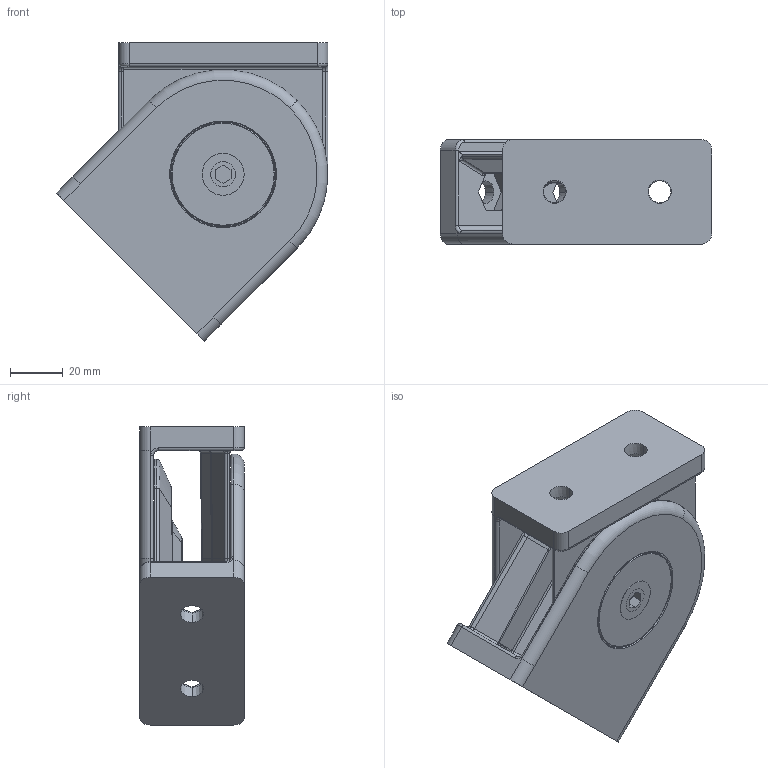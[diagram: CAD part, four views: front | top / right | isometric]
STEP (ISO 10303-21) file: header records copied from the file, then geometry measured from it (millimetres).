
FILE_DESCRIPTION((''),'2;1');
FILE_NAME('11089_ZGLOB_40X80_U10_ASM','2022-09-16T13:34:22',('PredragRovcanin'),('Audax d.o.o.'),'CREO PARAMETRIC BY PTC INC, 2020281','CREO PARAMETRIC BY PTC INC, 2020281','');
FILE_SCHEMA(('AUTOMOTIVE_DESIGN { 1 0 10303 214 1 1 1 1 }'));
Length unit declared in the file: millimetre
Products named in the file (6): 11089_ZGLOB_40X80_U10_C; 11089_ZGLOB_40X80_U10_D; 11089_ZGLOB_40X80_U10_E; 11089_ZGLOB_40X80_U10_F; 11089_ZGLOB_40X80_U10_I; 11089_ZGLOB_40X80_U10_ASM
Assembly tree (6 placements, depth 2):
  11089_ZGLOB_40X80_U10_ASM
    11089_ZGLOB_40X80_U10_C
    11089_ZGLOB_40X80_U10_D
    11089_ZGLOB_40X80_U10_E
    11089_ZGLOB_40X80_U10_F
    11089_ZGLOB_40X80_U10_I  x2
Bounding box: 103.3 x 39.8 x 113.5 mm (x, y, z)
Volume: 171482.9 mm3; surface area: 73226 mm2
Topology: 6 solids, 6 shells, 741 faces, 1743 edges, 1034 vertices
Faces by surface type: plane 197, torus 158, cylinder 158, cone 144, bspline 84
Entity records: 29890 total; most frequent: CARTESIAN_POINT 6872, DIRECTION 3759, ORIENTED_EDGE 3392, PRESENTATION_STYLE_ASSIGNMENT 1708, STYLED_ITEM 1708, CURVE_STYLE 1703, EDGE_CURVE 1696, AXIS2_PLACEMENT_3D 1571
